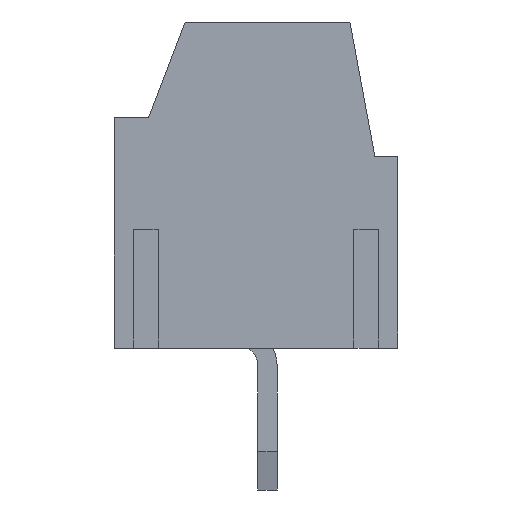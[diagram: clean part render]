
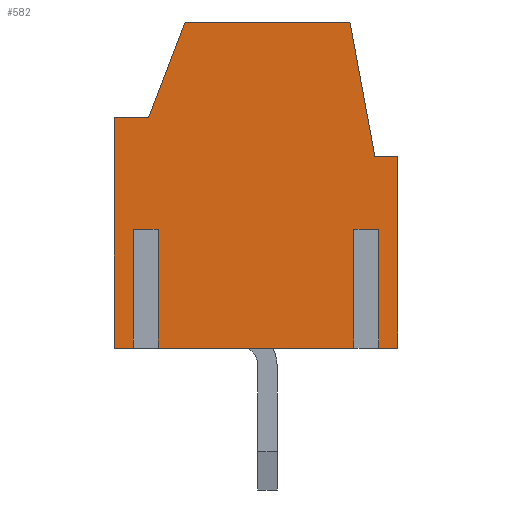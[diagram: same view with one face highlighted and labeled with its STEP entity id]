
A CAD part, left-side view. The second image highlights one B-rep face of the part: STEP entity #582.
In plain terms, the highlighted planar face has unit normal (-1, 0, 0).
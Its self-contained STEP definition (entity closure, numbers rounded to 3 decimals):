
#582 = ADVANCED_FACE( '', ( #1146 ), #1147, .F. );
#1146 = FACE_OUTER_BOUND( '', #1737, .T. );
#1147 = PLANE( '', #1738 );
#1737 = EDGE_LOOP( '', ( #3011, #3012, #3013, #3014, #3015, #3016, #3017, #3018, #3019, #3020, #3021, #3022, #3023, #3024, #3025, #3026 ) );
#1738 = AXIS2_PLACEMENT_3D( '', #3027, #3028, #3029 );
#3011 = ORIENTED_EDGE( '', *, *, #4153, .T. );
#3012 = ORIENTED_EDGE( '', *, *, #3780, .T. );
#3013 = ORIENTED_EDGE( '', *, *, #4154, .F. );
#3014 = ORIENTED_EDGE( '', *, *, #4155, .F. );
#3015 = ORIENTED_EDGE( '', *, *, #4156, .T. );
#3016 = ORIENTED_EDGE( '', *, *, #3879, .T. );
#3017 = ORIENTED_EDGE( '', *, *, #4157, .F. );
#3018 = ORIENTED_EDGE( '', *, *, #4158, .F. );
#3019 = ORIENTED_EDGE( '', *, *, #3697, .F. );
#3020 = ORIENTED_EDGE( '', *, *, #3891, .F. );
#3021 = ORIENTED_EDGE( '', *, *, #4159, .F. );
#3022 = ORIENTED_EDGE( '', *, *, #3929, .F. );
#3023 = ORIENTED_EDGE( '', *, *, #4000, .F. );
#3024 = ORIENTED_EDGE( '', *, *, #3677, .F. );
#3025 = ORIENTED_EDGE( '', *, *, #4160, .F. );
#3026 = ORIENTED_EDGE( '', *, *, #4161, .F. );
#3027 = CARTESIAN_POINT( '', ( -5.25, 0., 0. ) );
#3028 = DIRECTION( '', ( 1., 0., 0. ) );
#3029 = DIRECTION( '', ( 0., 0., -1. ) );
#3677 = EDGE_CURVE( '', #4381, #4383, #4384, .T. );
#3697 = EDGE_CURVE( '', #4418, #4419, #4420, .T. );
#3780 = EDGE_CURVE( '', #4566, #4563, #4567, .T. );
#3879 = EDGE_CURVE( '', #4727, #4725, #4728, .T. );
#3891 = EDGE_CURVE( '', #4745, #4418, #4746, .T. );
#3929 = EDGE_CURVE( '', #4801, #4802, #4803, .T. );
#4000 = EDGE_CURVE( '', #4383, #4801, #4902, .T. );
#4153 = EDGE_CURVE( '', #5110, #4566, #5111, .T. );
#4154 = EDGE_CURVE( '', #5112, #4563, #5113, .T. );
#4155 = EDGE_CURVE( '', #5114, #5112, #5115, .T. );
#4156 = EDGE_CURVE( '', #5114, #4727, #5116, .T. );
#4157 = EDGE_CURVE( '', #5117, #4725, #5118, .T. );
#4158 = EDGE_CURVE( '', #4419, #5117, #5119, .T. );
#4159 = EDGE_CURVE( '', #4802, #4745, #5120, .T. );
#4160 = EDGE_CURVE( '', #5121, #4381, #5122, .T. );
#4161 = EDGE_CURVE( '', #5110, #5121, #5123, .T. );
#4381 = VERTEX_POINT( '', #5403 );
#4383 = VERTEX_POINT( '', #5406 );
#4384 = LINE( '', #5407, #5408 );
#4418 = VERTEX_POINT( '', #5457 );
#4419 = VERTEX_POINT( '', #5458 );
#4420 = LINE( '', #5459, #5460 );
#4563 = VERTEX_POINT( '', #5661 );
#4566 = VERTEX_POINT( '', #5665 );
#4567 = LINE( '', #5666, #5667 );
#4725 = VERTEX_POINT( '', #5899 );
#4727 = VERTEX_POINT( '', #5902 );
#4728 = LINE( '', #5903, #5904 );
#4745 = VERTEX_POINT( '', #5927 );
#4746 = LINE( '', #5928, #5929 );
#4801 = VERTEX_POINT( '', #6011 );
#4802 = VERTEX_POINT( '', #6012 );
#4803 = LINE( '', #6013, #6014 );
#4902 = LINE( '', #6159, #6160 );
#5110 = VERTEX_POINT( '', #6461 );
#5111 = LINE( '', #6462, #6463 );
#5112 = VERTEX_POINT( '', #6464 );
#5113 = LINE( '', #6465, #6466 );
#5114 = VERTEX_POINT( '', #6467 );
#5115 = LINE( '', #6468, #6469 );
#5116 = LINE( '', #6470, #6471 );
#5117 = VERTEX_POINT( '', #6472 );
#5118 = LINE( '', #6473, #6474 );
#5119 = LINE( '', #6475, #6476 );
#5120 = LINE( '', #6477, #6478 );
#5121 = VERTEX_POINT( '', #6479 );
#5122 = LINE( '', #6480, #6481 );
#5123 = LINE( '', #6482, #6483 );
#5403 = CARTESIAN_POINT( '', ( -5.25, 3.7, -3. ) );
#5406 = CARTESIAN_POINT( '', ( -5.25, 3.7, 3. ) );
#5407 = CARTESIAN_POINT( '', ( -5.25, 3.7, -3. ) );
#5408 = VECTOR( '', #6728, 1000. );
#5457 = CARTESIAN_POINT( '', ( -5.25, -3.1, 2. ) );
#5458 = CARTESIAN_POINT( '', ( -5.25, -3.7, 2. ) );
#5459 = CARTESIAN_POINT( '', ( -5.25, -3.1, 2. ) );
#5460 = VECTOR( '', #6747, 1000. );
#5661 = CARTESIAN_POINT( '', ( -5.25, 2.625, -3. ) );
#5665 = CARTESIAN_POINT( '', ( -5.25, 2.625, 0.1 ) );
#5666 = CARTESIAN_POINT( '', ( -5.25, 2.625, 0.1 ) );
#5667 = VECTOR( '', #6831, 1000. );
#5899 = CARTESIAN_POINT( '', ( -5.25, -3.125, -3. ) );
#5902 = CARTESIAN_POINT( '', ( -5.25, -3.125, 0.1 ) );
#5903 = CARTESIAN_POINT( '', ( -5.25, -3.125, 0.1 ) );
#5904 = VECTOR( '', #6916, 1000. );
#5927 = CARTESIAN_POINT( '', ( -5.25, -2.45, 5.5 ) );
#5928 = CARTESIAN_POINT( '', ( -5.25, -2.45, 5.5 ) );
#5929 = VECTOR( '', #6929, 1000. );
#6011 = CARTESIAN_POINT( '', ( -5.25, 2.8, 3. ) );
#6012 = CARTESIAN_POINT( '', ( -5.25, 1.85, 5.5 ) );
#6013 = CARTESIAN_POINT( '', ( -5.25, 2.8, 3. ) );
#6014 = VECTOR( '', #6960, 1000. );
#6159 = CARTESIAN_POINT( '', ( -5.25, 3.7, 3. ) );
#6160 = VECTOR( '', #7031, 1000. );
#6461 = CARTESIAN_POINT( '', ( -5.25, 3.125, 0.1 ) );
#6462 = CARTESIAN_POINT( '', ( -5.25, 3.125, 0.1 ) );
#6463 = VECTOR( '', #7175, 1000. );
#6464 = CARTESIAN_POINT( '', ( -5.25, -2.625, -3. ) );
#6465 = CARTESIAN_POINT( '', ( -5.25, -3.7, -3. ) );
#6466 = VECTOR( '', #7176, 1000. );
#6467 = CARTESIAN_POINT( '', ( -5.25, -2.625, 0.1 ) );
#6468 = CARTESIAN_POINT( '', ( -5.25, -2.625, 0.1 ) );
#6469 = VECTOR( '', #7177, 1000. );
#6470 = CARTESIAN_POINT( '', ( -5.25, -2.625, 0.1 ) );
#6471 = VECTOR( '', #7178, 1000. );
#6472 = CARTESIAN_POINT( '', ( -5.25, -3.7, -3. ) );
#6473 = CARTESIAN_POINT( '', ( -5.25, -3.7, -3. ) );
#6474 = VECTOR( '', #7179, 1000. );
#6475 = CARTESIAN_POINT( '', ( -5.25, -3.7, 2. ) );
#6476 = VECTOR( '', #7180, 1000. );
#6477 = CARTESIAN_POINT( '', ( -5.25, 1.85, 5.5 ) );
#6478 = VECTOR( '', #7181, 1000. );
#6479 = CARTESIAN_POINT( '', ( -5.25, 3.125, -3. ) );
#6480 = CARTESIAN_POINT( '', ( -5.25, -3.7, -3. ) );
#6481 = VECTOR( '', #7182, 1000. );
#6482 = CARTESIAN_POINT( '', ( -5.25, 3.125, 0.1 ) );
#6483 = VECTOR( '', #7183, 1000. );
#6728 = DIRECTION( '', ( 0., 0., 1. ) );
#6747 = DIRECTION( '', ( 0., -1., 0. ) );
#6831 = DIRECTION( '', ( 0., 0., -1. ) );
#6916 = DIRECTION( '', ( 0., 0., -1. ) );
#6929 = DIRECTION( '', ( 0., -0.183, -0.983 ) );
#6960 = DIRECTION( '', ( 0., -0.355, 0.935 ) );
#7031 = DIRECTION( '', ( 0., -1., 0. ) );
#7175 = DIRECTION( '', ( 0., -1., 0. ) );
#7176 = DIRECTION( '', ( 0., 1., 0. ) );
#7177 = DIRECTION( '', ( 0., 0., -1. ) );
#7178 = DIRECTION( '', ( 0., -1., 0. ) );
#7179 = DIRECTION( '', ( 0., 1., 0. ) );
#7180 = DIRECTION( '', ( 0., 0., -1. ) );
#7181 = DIRECTION( '', ( 0., -1., 0. ) );
#7182 = DIRECTION( '', ( 0., 1., 0. ) );
#7183 = DIRECTION( '', ( 0., 0., -1. ) );
